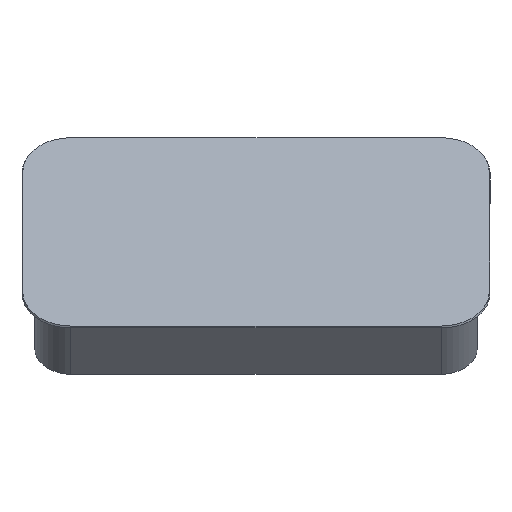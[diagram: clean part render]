
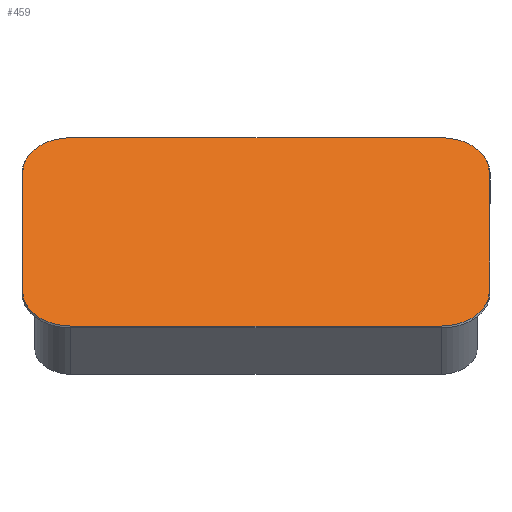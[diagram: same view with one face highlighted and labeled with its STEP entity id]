
A CAD part, top view. The second image highlights one B-rep face of the part: STEP entity #459.
In plain terms, the highlighted planar face has unit normal (0, 0.707, 0.707).
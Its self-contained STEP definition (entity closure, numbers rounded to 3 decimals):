
#35=PLANE('',#520);
#60=FACE_OUTER_BOUND('',#88,.T.);
#88=EDGE_LOOP('',(#402,#403,#404,#405,#406,#407,#408,#409));
#115=LINE('',#737,#159);
#120=LINE('',#751,#164);
#124=LINE('',#763,#168);
#128=LINE('',#775,#172);
#159=VECTOR('',#593,10.);
#164=VECTOR('',#606,10.);
#168=VECTOR('',#618,10.);
#172=VECTOR('',#630,10.);
#194=CIRCLE('',#502,3.6);
#196=CIRCLE('',#506,3.6);
#198=CIRCLE('',#510,3.6);
#200=CIRCLE('',#514,3.6);
#227=VERTEX_POINT('',#734);
#228=VERTEX_POINT('',#736);
#231=VERTEX_POINT('',#743);
#233=VERTEX_POINT('',#749);
#235=VERTEX_POINT('',#755);
#237=VERTEX_POINT('',#761);
#239=VERTEX_POINT('',#767);
#241=VERTEX_POINT('',#773);
#275=EDGE_CURVE('',#227,#228,#115,.T.);
#279=EDGE_CURVE('',#231,#227,#194,.T.);
#282=EDGE_CURVE('',#233,#231,#120,.T.);
#285=EDGE_CURVE('',#235,#233,#196,.T.);
#288=EDGE_CURVE('',#237,#235,#124,.T.);
#291=EDGE_CURVE('',#239,#237,#198,.T.);
#294=EDGE_CURVE('',#241,#239,#128,.T.);
#296=EDGE_CURVE('',#228,#241,#200,.T.);
#402=ORIENTED_EDGE('',*,*,#275,.F.);
#403=ORIENTED_EDGE('',*,*,#279,.F.);
#404=ORIENTED_EDGE('',*,*,#282,.F.);
#405=ORIENTED_EDGE('',*,*,#285,.F.);
#406=ORIENTED_EDGE('',*,*,#288,.F.);
#407=ORIENTED_EDGE('',*,*,#291,.F.);
#408=ORIENTED_EDGE('',*,*,#294,.F.);
#409=ORIENTED_EDGE('',*,*,#296,.F.);
#459=ADVANCED_FACE('',(#60),#35,.T.);
#502=AXIS2_PLACEMENT_3D('',#745,#599,#600);
#506=AXIS2_PLACEMENT_3D('',#757,#611,#612);
#510=AXIS2_PLACEMENT_3D('',#769,#623,#624);
#514=AXIS2_PLACEMENT_3D('',#778,#634,#635);
#520=AXIS2_PLACEMENT_3D('',#789,#651,#652);
#593=DIRECTION('',(-1.,0.,0.));
#599=DIRECTION('center_axis',(0.,-0.707,-0.707));
#600=DIRECTION('ref_axis',(1.,0.,0.));
#606=DIRECTION('',(0.,-0.707,0.707));
#611=DIRECTION('center_axis',(0.,-0.707,-0.707));
#612=DIRECTION('ref_axis',(0.,0.707,-0.707));
#618=DIRECTION('',(1.,0.,0.));
#623=DIRECTION('center_axis',(0.,-0.707,-0.707));
#624=DIRECTION('ref_axis',(-1.,0.,0.));
#630=DIRECTION('',(0.,0.707,-0.707));
#634=DIRECTION('center_axis',(0.,-0.707,-0.707));
#635=DIRECTION('ref_axis',(0.,-0.707,0.707));
#651=DIRECTION('center_axis',(0.,0.707,0.707));
#652=DIRECTION('ref_axis',(-1.,0.,0.));
#734=CARTESIAN_POINT('',(2.571,-16.171,138.093));
#736=CARTESIAN_POINT('',(-25.179,-16.171,138.093));
#737=CARTESIAN_POINT('',(-11.947,-16.171,138.093));
#743=CARTESIAN_POINT('',(6.171,-13.626,135.548));
#745=CARTESIAN_POINT('Origin',(2.571,-13.626,135.548));
#749=CARTESIAN_POINT('',(6.171,-4.582,126.504));
#751=CARTESIAN_POINT('',(6.171,-7.108,129.03));
#755=CARTESIAN_POINT('',(2.571,-2.036,123.958));
#757=CARTESIAN_POINT('Origin',(2.571,-4.582,126.504));
#761=CARTESIAN_POINT('',(-25.179,-2.036,123.958));
#763=CARTESIAN_POINT('',(-5.01,-2.036,123.958));
#767=CARTESIAN_POINT('',(-28.779,-4.582,126.504));
#769=CARTESIAN_POINT('Origin',(-25.179,-4.582,126.504));
#773=CARTESIAN_POINT('',(-28.779,-13.626,135.548));
#775=CARTESIAN_POINT('',(-28.779,-4.847,126.769));
#778=CARTESIAN_POINT('Origin',(-25.179,-13.626,135.548));
#789=CARTESIAN_POINT('Origin',(-11.304,-9.104,131.026));
